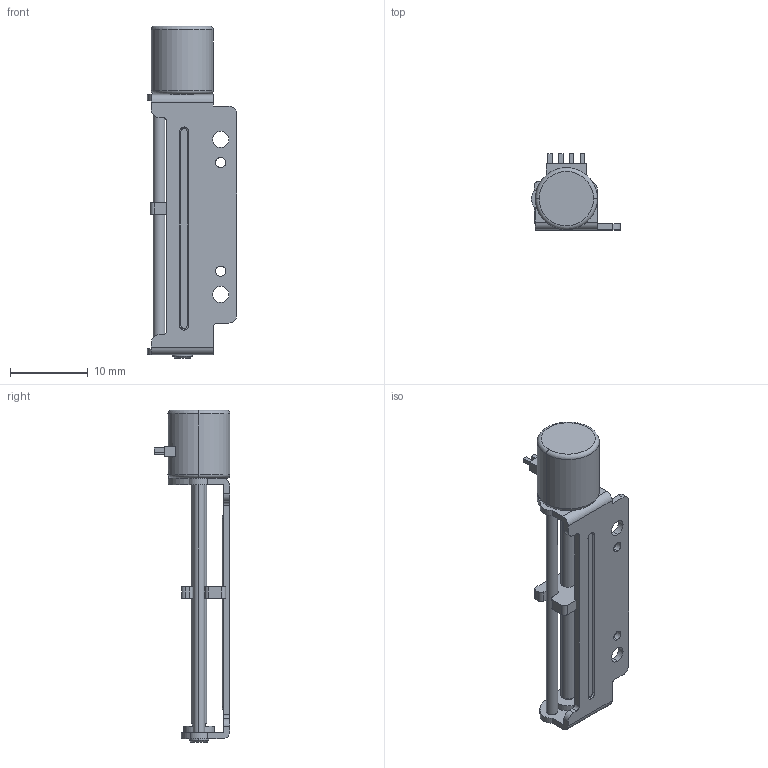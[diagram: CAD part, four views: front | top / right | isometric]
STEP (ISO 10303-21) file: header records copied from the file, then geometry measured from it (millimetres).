
FILE_DESCRIPTION (( 'STEP AP203' ), '1' );
FILE_NAME ('SM0843马达3D.STEP', '2019-03-15T06:25:30', ( '微软用户' ), ( '微软中国' ), 'SwSTEP 2.0', 'SolidWorks 2014', '' );
FILE_SCHEMA (( 'CONFIG_CONTROL_DESIGN' ));
Length unit declared in the file: millimetre
Products named in the file (6): 蹟譫; 絳砃粣; SM0843鎮湛3D; 鎮湛掛极; 3D耀攜粣; 嘐隅啣
Assembly tree (5 placements, depth 2):
  SM0843鎮湛3D
    鎮湛掛极
    嘐隅啣
    絳砃粣
    3D耀攜粣
    蹟譫
Bounding box: 11.5 x 9.8 x 42.82 mm (x, y, z)
Volume: 963.8 mm3; surface area: 1735.3 mm2
Topology: 5 solids, 5 shells, 164 faces, 394 edges, 256 vertices
Faces by surface type: cylinder 68, plane 68, torus 22, cone 6
Entity records: 5498 total; most frequent: DIRECTION 930, CARTESIAN_POINT 822, ORIENTED_EDGE 788, EDGE_CURVE 394, AXIS2_PLACEMENT_3D 364, VERTEX_POINT 256, VECTOR 202, LINE 202
